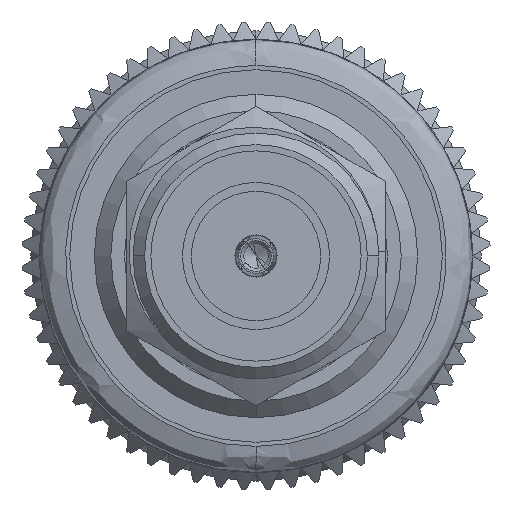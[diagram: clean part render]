
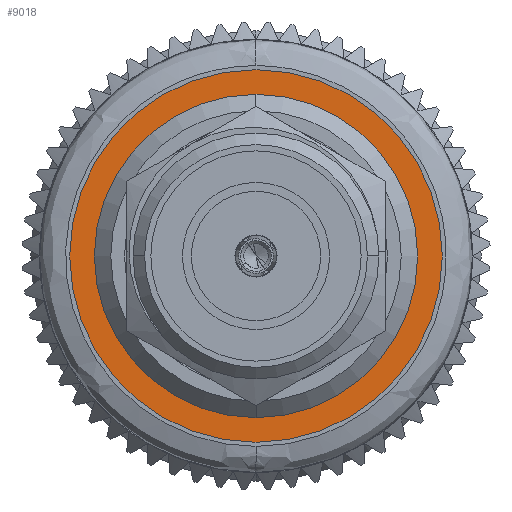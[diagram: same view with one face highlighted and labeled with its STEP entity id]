
A CAD part, left-side view. The second image highlights one B-rep face of the part: STEP entity #9018.
In plain terms, the highlighted face is planar.
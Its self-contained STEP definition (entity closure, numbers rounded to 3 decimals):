
#102 = CARTESIAN_POINT ( 'NONE',  ( 19.901, 0., 0. ) ) ;
#1113 = DIRECTION ( 'NONE',  ( 1., 0., 0. ) ) ;
#1745 = CARTESIAN_POINT ( 'NONE',  ( 19.901, 0., 4.995 ) ) ;
#3672 = AXIS2_PLACEMENT_3D ( 'NONE', #27344, #18558, #34911 ) ;
#3778 = ORIENTED_EDGE ( 'NONE', *, *, #15361, .T. ) ;
#4223 = CARTESIAN_POINT ( 'NONE',  ( 19.901, 0., 0. ) ) ;
#6247 = CARTESIAN_POINT ( 'NONE',  ( 19.901, 0., -5.757 ) ) ;
#6337 = CARTESIAN_POINT ( 'NONE',  ( 19.901, 0., -4.995 ) ) ;
#6619 = DIRECTION ( 'NONE',  ( 0., 0., -1. ) ) ;
#7391 = VERTEX_POINT ( 'NONE', #6337 ) ;
#8548 = EDGE_CURVE ( 'NONE', #7391, #22167, #17484, .T. ) ;
#8593 = CARTESIAN_POINT ( 'NONE',  ( 19.901, 0., 5.757 ) ) ;
#9018 = ADVANCED_FACE ( 'NONE', ( #32131, #23316 ), #26605, .T. ) ;
#12460 = AXIS2_PLACEMENT_3D ( 'NONE', #102, #17335, #30555 ) ;
#14567 = DIRECTION ( 'NONE',  ( 0., 0., 1. ) ) ;
#15361 = EDGE_CURVE ( 'NONE', #22167, #7391, #20649, .T. ) ;
#17335 = DIRECTION ( 'NONE',  ( -1., 0., 0. ) ) ;
#17458 = EDGE_LOOP ( 'NONE', ( #3778, #25952 ) ) ;
#17484 = CIRCLE ( 'NONE', #30383, 4.995 ) ;
#17670 = DIRECTION ( 'NONE',  ( -1., 0., 0. ) ) ;
#18558 = DIRECTION ( 'NONE',  ( 1., 0., 0. ) ) ;
#18667 = EDGE_CURVE ( 'NONE', #28619, #28848, #20120, .T. ) ;
#19712 = DIRECTION ( 'NONE',  ( 0., 0., 1. ) ) ;
#20120 = CIRCLE ( 'NONE', #3672, 5.757 ) ;
#20649 = CIRCLE ( 'NONE', #12460, 4.995 ) ;
#22167 = VERTEX_POINT ( 'NONE', #1745 ) ;
#22633 = DIRECTION ( 'NONE',  ( 1., 0., 0. ) ) ;
#22995 = CARTESIAN_POINT ( 'NONE',  ( 19.901, 0., 0. ) ) ;
#23316 = FACE_OUTER_BOUND ( 'NONE', #28466, .T. ) ;
#24726 = AXIS2_PLACEMENT_3D ( 'NONE', #27769, #22633, #19712 ) ;
#25848 = EDGE_CURVE ( 'NONE', #28848, #28619, #25893, .T. ) ;
#25893 = CIRCLE ( 'NONE', #24726, 5.757 ) ;
#25952 = ORIENTED_EDGE ( 'NONE', *, *, #8548, .T. ) ;
#26605 = PLANE ( 'NONE',  #32740 ) ;
#27237 = ORIENTED_EDGE ( 'NONE', *, *, #18667, .T. ) ;
#27344 = CARTESIAN_POINT ( 'NONE',  ( 19.901, 0., 0. ) ) ;
#27769 = CARTESIAN_POINT ( 'NONE',  ( 19.901, 0., 0. ) ) ;
#28466 = EDGE_LOOP ( 'NONE', ( #30462, #27237 ) ) ;
#28619 = VERTEX_POINT ( 'NONE', #6247 ) ;
#28848 = VERTEX_POINT ( 'NONE', #8593 ) ;
#30383 = AXIS2_PLACEMENT_3D ( 'NONE', #22995, #17670, #14567 ) ;
#30462 = ORIENTED_EDGE ( 'NONE', *, *, #25848, .T. ) ;
#30555 = DIRECTION ( 'NONE',  ( 0., 0., 1. ) ) ;
#32131 = FACE_BOUND ( 'NONE', #17458, .T. ) ;
#32740 = AXIS2_PLACEMENT_3D ( 'NONE', #4223, #1113, #6619 ) ;
#34911 = DIRECTION ( 'NONE',  ( 0., 0., 1. ) ) ;
